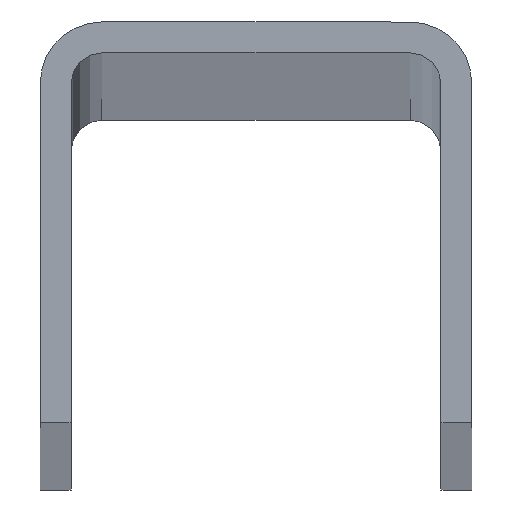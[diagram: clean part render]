
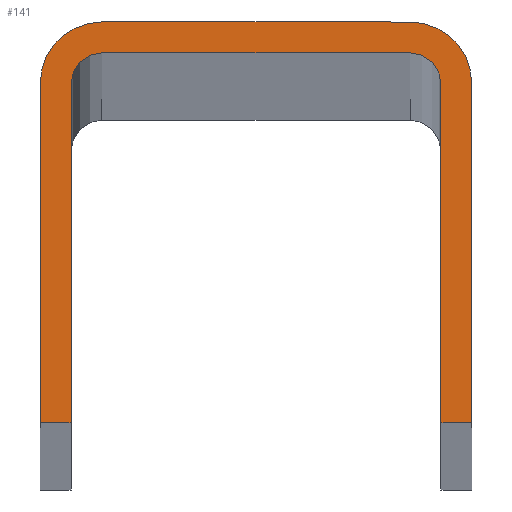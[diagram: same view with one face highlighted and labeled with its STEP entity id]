
A CAD part, top view. The second image highlights one B-rep face of the part: STEP entity #141.
In plain terms, the highlighted planar face has unit normal (0, 0, 1).
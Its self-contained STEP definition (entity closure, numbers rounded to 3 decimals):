
#4 = ORIENTED_EDGE ( 'NONE', *, *, #378, .T. ) ;
#7 = DIRECTION ( 'NONE',  ( -1., 0., 0. ) ) ;
#17 = VECTOR ( 'NONE', #208, 1000. ) ;
#18 = EDGE_LOOP ( 'NONE', ( #250, #101, #4, #399, #175, #290, #407, #146, #288, #323, #283, #135 ) ) ;
#26 = DIRECTION ( 'NONE',  ( -1., 0., 0. ) ) ;
#28 = EDGE_CURVE ( 'NONE', #38, #362, #360, .T. ) ;
#29 = LINE ( 'NONE', #170, #330 ) ;
#35 = VERTEX_POINT ( 'NONE', #263 ) ;
#37 = VERTEX_POINT ( 'NONE', #452 ) ;
#38 = VERTEX_POINT ( 'NONE', #340 ) ;
#46 = CARTESIAN_POINT ( 'NONE',  ( -10., 26., 0. ) ) ;
#51 = CARTESIAN_POINT ( 'NONE',  ( -10., 22., 0. ) ) ;
#54 = VECTOR ( 'NONE', #383, 1000. ) ;
#57 = DIRECTION ( 'NONE',  ( -1., 0., 0. ) ) ;
#58 = EDGE_CURVE ( 'NONE', #362, #122, #419, .T. ) ;
#62 = CARTESIAN_POINT ( 'NONE',  ( -12., 0., 0. ) ) ;
#66 = CARTESIAN_POINT ( 'NONE',  ( 10., 22., 0. ) ) ;
#68 = EDGE_CURVE ( 'NONE', #122, #91, #195, .T. ) ;
#70 = VERTEX_POINT ( 'NONE', #121 ) ;
#73 = VERTEX_POINT ( 'NONE', #125 ) ;
#87 = DIRECTION ( 'NONE',  ( 0., 0., -1. ) ) ;
#90 = VECTOR ( 'NONE', #353, 1000. ) ;
#91 = VERTEX_POINT ( 'NONE', #225 ) ;
#94 = EDGE_CURVE ( 'NONE', #470, #230, #375, .T. ) ;
#101 = ORIENTED_EDGE ( 'NONE', *, *, #387, .T. ) ;
#103 = EDGE_CURVE ( 'NONE', #252, #470, #436, .T. ) ;
#115 = CIRCLE ( 'NONE', #384, 4. ) ;
#121 = CARTESIAN_POINT ( 'NONE',  ( -12., 0., 0. ) ) ;
#122 = VERTEX_POINT ( 'NONE', #210 ) ;
#125 = CARTESIAN_POINT ( 'NONE',  ( -14., 0., 0. ) ) ;
#130 = AXIS2_PLACEMENT_3D ( 'NONE', #51, #276, #57 ) ;
#132 = CARTESIAN_POINT ( 'NONE',  ( 10., 24., 0. ) ) ;
#135 = ORIENTED_EDGE ( 'NONE', *, *, #190, .T. ) ;
#138 = EDGE_CURVE ( 'NONE', #73, #70, #29, .T. ) ;
#141 = ADVANCED_FACE ( 'NONE', ( #465 ), #424, .F. ) ;
#146 = ORIENTED_EDGE ( 'NONE', *, *, #201, .T. ) ;
#151 = CARTESIAN_POINT ( 'NONE',  ( 10., 22., 0. ) ) ;
#152 = VECTOR ( 'NONE', #189, 1000. ) ;
#156 = CARTESIAN_POINT ( 'NONE',  ( 12., 0., 0. ) ) ;
#158 = DIRECTION ( 'NONE',  ( 1., 0., 0. ) ) ;
#162 = LINE ( 'NONE', #426, #449 ) ;
#168 = CARTESIAN_POINT ( 'NONE',  ( -10., 22., 0. ) ) ;
#170 = CARTESIAN_POINT ( 'NONE',  ( -14., 0., 0. ) ) ;
#175 = ORIENTED_EDGE ( 'NONE', *, *, #28, .T. ) ;
#181 = CARTESIAN_POINT ( 'NONE',  ( -10., 22., 0. ) ) ;
#183 = CARTESIAN_POINT ( 'NONE',  ( 14., 22., 0. ) ) ;
#187 = CARTESIAN_POINT ( 'NONE',  ( -10., 26., 0. ) ) ;
#189 = DIRECTION ( 'NONE',  ( -1., 0., 0. ) ) ;
#190 = EDGE_CURVE ( 'NONE', #35, #73, #391, .T. ) ;
#195 = LINE ( 'NONE', #415, #361 ) ;
#201 = EDGE_CURVE ( 'NONE', #91, #252, #162, .T. ) ;
#206 = CARTESIAN_POINT ( 'NONE',  ( 10., 26., 0. ) ) ;
#208 = DIRECTION ( 'NONE',  ( 0., 1., 0. ) ) ;
#210 = CARTESIAN_POINT ( 'NONE',  ( 12., 0., 0. ) ) ;
#212 = VERTEX_POINT ( 'NONE', #312 ) ;
#215 = AXIS2_PLACEMENT_3D ( 'NONE', #66, #318, #358 ) ;
#224 = VECTOR ( 'NONE', #377, 1000. ) ;
#225 = CARTESIAN_POINT ( 'NONE',  ( 14., 0., 0. ) ) ;
#230 = VERTEX_POINT ( 'NONE', #187 ) ;
#243 = DIRECTION ( 'NONE',  ( 0., 0., -1. ) ) ;
#245 = CARTESIAN_POINT ( 'NONE',  ( -14., 0., 0. ) ) ;
#250 = ORIENTED_EDGE ( 'NONE', *, *, #138, .T. ) ;
#252 = VERTEX_POINT ( 'NONE', #183 ) ;
#263 = CARTESIAN_POINT ( 'NONE',  ( -14., 22., 0. ) ) ;
#276 = DIRECTION ( 'NONE',  ( 0., 0., -1. ) ) ;
#277 = CIRCLE ( 'NONE', #130, 2. ) ;
#283 = ORIENTED_EDGE ( 'NONE', *, *, #293, .T. ) ;
#288 = ORIENTED_EDGE ( 'NONE', *, *, #103, .T. ) ;
#290 = ORIENTED_EDGE ( 'NONE', *, *, #58, .T. ) ;
#293 = EDGE_CURVE ( 'NONE', #230, #35, #115, .T. ) ;
#312 = CARTESIAN_POINT ( 'NONE',  ( -12., 22., 0. ) ) ;
#318 = DIRECTION ( 'NONE',  ( 0., 0., 1. ) ) ;
#323 = ORIENTED_EDGE ( 'NONE', *, *, #94, .T. ) ;
#330 = VECTOR ( 'NONE', #462, 1000. ) ;
#333 = DIRECTION ( 'NONE',  ( 0., 0., 1. ) ) ;
#340 = CARTESIAN_POINT ( 'NONE',  ( 10., 24., 0. ) ) ;
#351 = LINE ( 'NONE', #132, #90 ) ;
#353 = DIRECTION ( 'NONE',  ( 1., 0., 0. ) ) ;
#358 = DIRECTION ( 'NONE',  ( 1., 0., 0. ) ) ;
#360 = CIRCLE ( 'NONE', #397, 2. ) ;
#361 = VECTOR ( 'NONE', #158, 1000. ) ;
#362 = VERTEX_POINT ( 'NONE', #416 ) ;
#375 = LINE ( 'NONE', #46, #152 ) ;
#377 = DIRECTION ( 'NONE',  ( 0., -1., 0. ) ) ;
#378 = EDGE_CURVE ( 'NONE', #212, #37, #277, .T. ) ;
#383 = DIRECTION ( 'NONE',  ( 0., -1., 0. ) ) ;
#384 = AXIS2_PLACEMENT_3D ( 'NONE', #181, #333, #7 ) ;
#386 = DIRECTION ( 'NONE',  ( 0., 1., 0. ) ) ;
#387 = EDGE_CURVE ( 'NONE', #70, #212, #427, .T. ) ;
#391 = LINE ( 'NONE', #245, #54 ) ;
#392 = AXIS2_PLACEMENT_3D ( 'NONE', #168, #243, #26 ) ;
#397 = AXIS2_PLACEMENT_3D ( 'NONE', #151, #87, #456 ) ;
#399 = ORIENTED_EDGE ( 'NONE', *, *, #420, .T. ) ;
#407 = ORIENTED_EDGE ( 'NONE', *, *, #68, .T. ) ;
#415 = CARTESIAN_POINT ( 'NONE',  ( 14., 0., 0. ) ) ;
#416 = CARTESIAN_POINT ( 'NONE',  ( 12., 22., 0. ) ) ;
#419 = LINE ( 'NONE', #156, #224 ) ;
#420 = EDGE_CURVE ( 'NONE', #37, #38, #351, .T. ) ;
#424 = PLANE ( 'NONE',  #392 ) ;
#426 = CARTESIAN_POINT ( 'NONE',  ( 14., 0., 0. ) ) ;
#427 = LINE ( 'NONE', #62, #17 ) ;
#436 = CIRCLE ( 'NONE', #215, 4. ) ;
#449 = VECTOR ( 'NONE', #386, 1000. ) ;
#452 = CARTESIAN_POINT ( 'NONE',  ( -10., 24., 0. ) ) ;
#456 = DIRECTION ( 'NONE',  ( 1., 0., 0. ) ) ;
#462 = DIRECTION ( 'NONE',  ( 1., 0., 0. ) ) ;
#465 = FACE_OUTER_BOUND ( 'NONE', #18, .T. ) ;
#470 = VERTEX_POINT ( 'NONE', #206 ) ;
